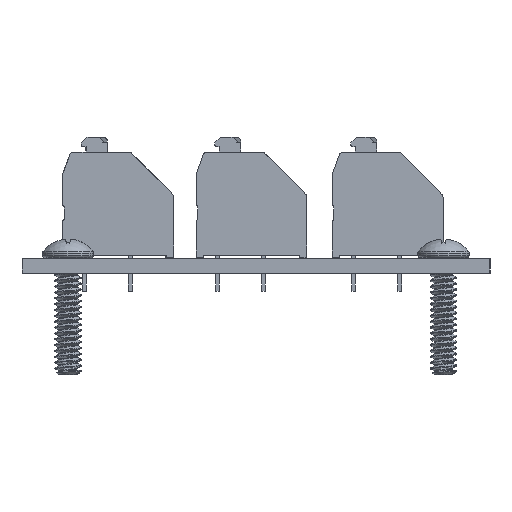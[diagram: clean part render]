
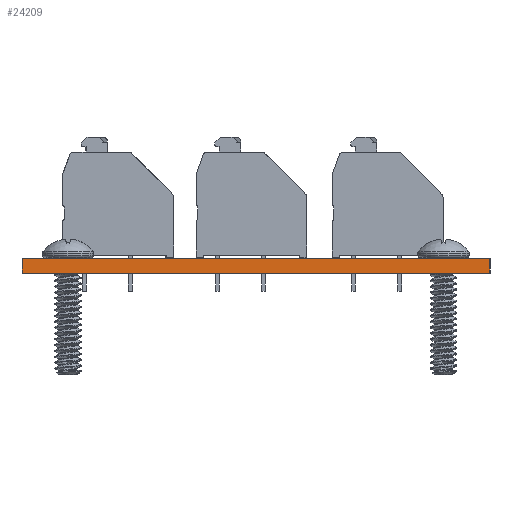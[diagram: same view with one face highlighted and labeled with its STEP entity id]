
A CAD part, left-side view. The second image highlights one B-rep face of the part: STEP entity #24209.
In plain terms, the highlighted planar face has unit normal (-1, 0, 0).
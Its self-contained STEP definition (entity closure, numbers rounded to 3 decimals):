
#24028 = PLANE('',#24029);
#24029 = AXIS2_PLACEMENT_3D('',#24030,#24031,#24032);
#24030 = CARTESIAN_POINT('',(176.2,-125.8,0.));
#24031 = DIRECTION('',(0.,-1.,0.));
#24032 = DIRECTION('',(-1.,0.,0.));
#24053 = VERTEX_POINT('',#24054);
#24054 = CARTESIAN_POINT('',(100.,-125.8,1.6));
#24068 = PLANE('',#24069);
#24069 = AXIS2_PLACEMENT_3D('',#24070,#24071,#24072);
#24070 = CARTESIAN_POINT('',(138.1,-100.4,1.6));
#24071 = DIRECTION('',(-0.,-0.,-1.));
#24072 = DIRECTION('',(-1.,0.,0.));
#24080 = EDGE_CURVE('',#24081,#24053,#24083,.T.);
#24081 = VERTEX_POINT('',#24082);
#24082 = CARTESIAN_POINT('',(100.,-125.8,0.));
#24083 = SURFACE_CURVE('',#24084,(#24088,#24095),.PCURVE_S1.);
#24084 = LINE('',#24085,#24086);
#24085 = CARTESIAN_POINT('',(100.,-125.8,0.));
#24086 = VECTOR('',#24087,1.);
#24087 = DIRECTION('',(0.,0.,1.));
#24088 = PCURVE('',#24028,#24089);
#24089 = DEFINITIONAL_REPRESENTATION('',(#24090),#24094);
#24090 = LINE('',#24091,#24092);
#24091 = CARTESIAN_POINT('',(76.2,0.));
#24092 = VECTOR('',#24093,1.);
#24093 = DIRECTION('',(0.,-1.));
#24094 = ( GEOMETRIC_REPRESENTATION_CONTEXT(2) 
PARAMETRIC_REPRESENTATION_CONTEXT() REPRESENTATION_CONTEXT('2D SPACE',''
  ) );
#24095 = PCURVE('',#24096,#24101);
#24096 = PLANE('',#24097);
#24097 = AXIS2_PLACEMENT_3D('',#24098,#24099,#24100);
#24098 = CARTESIAN_POINT('',(100.,-125.8,0.));
#24099 = DIRECTION('',(-1.,0.,0.));
#24100 = DIRECTION('',(0.,1.,0.));
#24101 = DEFINITIONAL_REPRESENTATION('',(#24102),#24106);
#24102 = LINE('',#24103,#24104);
#24103 = CARTESIAN_POINT('',(0.,0.));
#24104 = VECTOR('',#24105,1.);
#24105 = DIRECTION('',(0.,-1.));
#24106 = ( GEOMETRIC_REPRESENTATION_CONTEXT(2) 
PARAMETRIC_REPRESENTATION_CONTEXT() REPRESENTATION_CONTEXT('2D SPACE',''
  ) );
#24122 = PLANE('',#24123);
#24123 = AXIS2_PLACEMENT_3D('',#24124,#24125,#24126);
#24124 = CARTESIAN_POINT('',(138.1,-100.4,0.));
#24125 = DIRECTION('',(-0.,-0.,-1.));
#24126 = DIRECTION('',(-1.,0.,0.));
#24155 = PLANE('',#24156);
#24156 = AXIS2_PLACEMENT_3D('',#24157,#24158,#24159);
#24157 = CARTESIAN_POINT('',(100.,-75.,0.));
#24158 = DIRECTION('',(0.,1.,0.));
#24159 = DIRECTION('',(1.,0.,0.));
#24209 = ADVANCED_FACE('',(#24210),#24096,.T.);
#24210 = FACE_BOUND('',#24211,.T.);
#24211 = EDGE_LOOP('',(#24212,#24213,#24236,#24259));
#24212 = ORIENTED_EDGE('',*,*,#24080,.T.);
#24213 = ORIENTED_EDGE('',*,*,#24214,.T.);
#24214 = EDGE_CURVE('',#24053,#24215,#24217,.T.);
#24215 = VERTEX_POINT('',#24216);
#24216 = CARTESIAN_POINT('',(100.,-75.,1.6));
#24217 = SURFACE_CURVE('',#24218,(#24222,#24229),.PCURVE_S1.);
#24218 = LINE('',#24219,#24220);
#24219 = CARTESIAN_POINT('',(100.,-125.8,1.6));
#24220 = VECTOR('',#24221,1.);
#24221 = DIRECTION('',(0.,1.,0.));
#24222 = PCURVE('',#24096,#24223);
#24223 = DEFINITIONAL_REPRESENTATION('',(#24224),#24228);
#24224 = LINE('',#24225,#24226);
#24225 = CARTESIAN_POINT('',(0.,-1.6));
#24226 = VECTOR('',#24227,1.);
#24227 = DIRECTION('',(1.,0.));
#24228 = ( GEOMETRIC_REPRESENTATION_CONTEXT(2) 
PARAMETRIC_REPRESENTATION_CONTEXT() REPRESENTATION_CONTEXT('2D SPACE',''
  ) );
#24229 = PCURVE('',#24068,#24230);
#24230 = DEFINITIONAL_REPRESENTATION('',(#24231),#24235);
#24231 = LINE('',#24232,#24233);
#24232 = CARTESIAN_POINT('',(38.1,-25.4));
#24233 = VECTOR('',#24234,1.);
#24234 = DIRECTION('',(0.,1.));
#24235 = ( GEOMETRIC_REPRESENTATION_CONTEXT(2) 
PARAMETRIC_REPRESENTATION_CONTEXT() REPRESENTATION_CONTEXT('2D SPACE',''
  ) );
#24236 = ORIENTED_EDGE('',*,*,#24237,.F.);
#24237 = EDGE_CURVE('',#24238,#24215,#24240,.T.);
#24238 = VERTEX_POINT('',#24239);
#24239 = CARTESIAN_POINT('',(100.,-75.,0.));
#24240 = SURFACE_CURVE('',#24241,(#24245,#24252),.PCURVE_S1.);
#24241 = LINE('',#24242,#24243);
#24242 = CARTESIAN_POINT('',(100.,-75.,0.));
#24243 = VECTOR('',#24244,1.);
#24244 = DIRECTION('',(0.,0.,1.));
#24245 = PCURVE('',#24096,#24246);
#24246 = DEFINITIONAL_REPRESENTATION('',(#24247),#24251);
#24247 = LINE('',#24248,#24249);
#24248 = CARTESIAN_POINT('',(50.8,0.));
#24249 = VECTOR('',#24250,1.);
#24250 = DIRECTION('',(0.,-1.));
#24251 = ( GEOMETRIC_REPRESENTATION_CONTEXT(2) 
PARAMETRIC_REPRESENTATION_CONTEXT() REPRESENTATION_CONTEXT('2D SPACE',''
  ) );
#24252 = PCURVE('',#24155,#24253);
#24253 = DEFINITIONAL_REPRESENTATION('',(#24254),#24258);
#24254 = LINE('',#24255,#24256);
#24255 = CARTESIAN_POINT('',(0.,0.));
#24256 = VECTOR('',#24257,1.);
#24257 = DIRECTION('',(0.,-1.));
#24258 = ( GEOMETRIC_REPRESENTATION_CONTEXT(2) 
PARAMETRIC_REPRESENTATION_CONTEXT() REPRESENTATION_CONTEXT('2D SPACE',''
  ) );
#24259 = ORIENTED_EDGE('',*,*,#24260,.F.);
#24260 = EDGE_CURVE('',#24081,#24238,#24261,.T.);
#24261 = SURFACE_CURVE('',#24262,(#24266,#24273),.PCURVE_S1.);
#24262 = LINE('',#24263,#24264);
#24263 = CARTESIAN_POINT('',(100.,-125.8,0.));
#24264 = VECTOR('',#24265,1.);
#24265 = DIRECTION('',(0.,1.,0.));
#24266 = PCURVE('',#24096,#24267);
#24267 = DEFINITIONAL_REPRESENTATION('',(#24268),#24272);
#24268 = LINE('',#24269,#24270);
#24269 = CARTESIAN_POINT('',(0.,0.));
#24270 = VECTOR('',#24271,1.);
#24271 = DIRECTION('',(1.,0.));
#24272 = ( GEOMETRIC_REPRESENTATION_CONTEXT(2) 
PARAMETRIC_REPRESENTATION_CONTEXT() REPRESENTATION_CONTEXT('2D SPACE',''
  ) );
#24273 = PCURVE('',#24122,#24274);
#24274 = DEFINITIONAL_REPRESENTATION('',(#24275),#24279);
#24275 = LINE('',#24276,#24277);
#24276 = CARTESIAN_POINT('',(38.1,-25.4));
#24277 = VECTOR('',#24278,1.);
#24278 = DIRECTION('',(0.,1.));
#24279 = ( GEOMETRIC_REPRESENTATION_CONTEXT(2) 
PARAMETRIC_REPRESENTATION_CONTEXT() REPRESENTATION_CONTEXT('2D SPACE',''
  ) );
